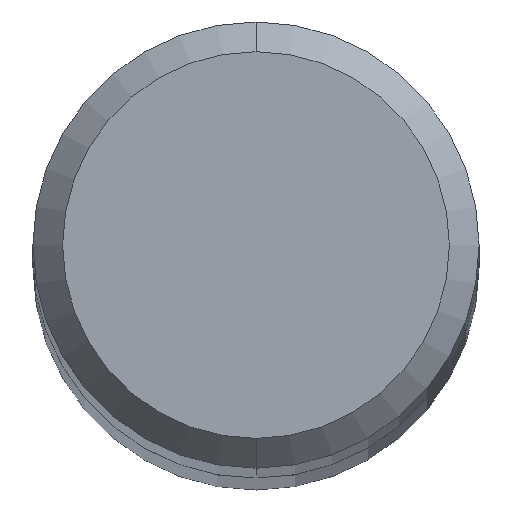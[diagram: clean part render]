
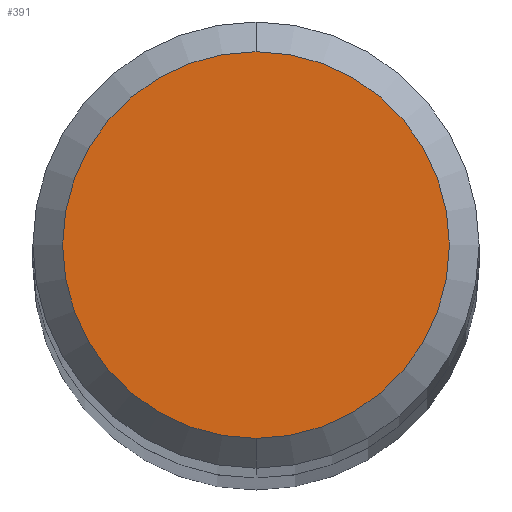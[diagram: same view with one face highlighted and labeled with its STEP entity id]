
A CAD part, top view. The second image highlights one B-rep face of the part: STEP entity #391.
In plain terms, the highlighted planar face has unit normal (0, 0, 1).
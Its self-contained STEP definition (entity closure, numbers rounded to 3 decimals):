
#191=VERTEX_POINT('',#469);
#265=EDGE_CURVE('',#191,#331,#552,.T.);
#331=VERTEX_POINT('',#624);
#391=ADVANCED_FACE('',(#690),#691,.T.);
#411=EDGE_CURVE('',#331,#191,#712,.T.);
#469=CARTESIAN_POINT('',(0.,-2.6,0.0));
#552=CIRCLE('',#983,2.6);
#624=CARTESIAN_POINT('',(0.0,2.6,0.0));
#690=FACE_OUTER_BOUND('',#1257,.T.);
#691=PLANE('',#1258);
#712=CIRCLE('',#1307,2.6);
#983=AXIS2_PLACEMENT_3D('',#1446,#1447,#1448);
#1257=EDGE_LOOP('',(#1605,#1606));
#1258=AXIS2_PLACEMENT_3D('',#1607,#1608,#1609);
#1307=AXIS2_PLACEMENT_3D('',#1622,#1623,#1624);
#1446=CARTESIAN_POINT('',(0.0,0.0,0.0));
#1447=DIRECTION('',(0.0,0.0,-1.0));
#1448=DIRECTION('',(0.0,1.0,0.0));
#1605=ORIENTED_EDGE('',*,*,#411,.F.);
#1606=ORIENTED_EDGE('',*,*,#265,.F.);
#1607=CARTESIAN_POINT('',(0.0,1.3,0.0));
#1608=DIRECTION('',(-0.0,0.0,1.0));
#1609=DIRECTION('',(0.0,-1.0,0.0));
#1622=CARTESIAN_POINT('',(0.0,0.0,0.0));
#1623=DIRECTION('',(0.0,0.0,-1.0));
#1624=DIRECTION('',(0.0,1.0,0.0));
